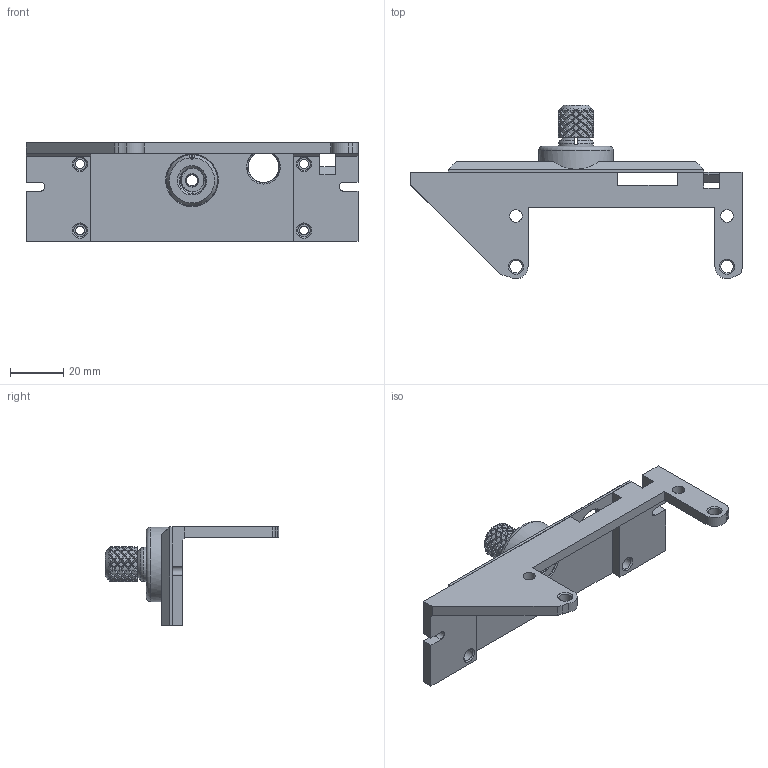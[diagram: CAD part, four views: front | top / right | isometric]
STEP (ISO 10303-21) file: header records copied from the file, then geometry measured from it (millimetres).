
FILE_DESCRIPTION(/* description */ (''),/* implementation_level */ '2;1');
FILE_NAME(/* name */ 'U2C mounting pivoting bowden.step',/* time_stamp */ '2023-01-20T12:14:50+01:00',/* author */ (''),/* organization */ (''),/* preprocessor_version */ 'ST-DEVELOPER v19.2',/* originating_system */ 'Autodesk Translation Framework v11.17.0.187',/* authorisation */ '');
FILE_SCHEMA (('AUTOMOTIVE_DESIGN { 1 0 10303 214 3 1 1 }'));
Products named in the file (6): U2C mounting pivoting bowden; u2c top plate and coupler; u2c top plate; coupler; coupler 4 mm; u2c bottom plate
Assembly tree (5 placements, depth 4):
  U2C mounting pivoting bowden
    u2c top plate and coupler
      u2c top plate
      coupler
        coupler 4 mm
    u2c bottom plate
Bounding box: 124.8 x 65.31 x 37 mm (x, y, z)
Volume: 32162.2 mm3; surface area: 22611.8 mm2
Topology: 5 solids, 5 shells, 773 faces, 1836 edges, 1071 vertices
Faces by surface type: bspline 491, cylinder 154, plane 69, cone 51, torus 8
Full cylindrical faces by diameter (mm): 3.3 x4, 4.2 x1, 4.7 x8, 5.2 x1, 8.826 x4, 10.498 x5, 12.7 x3, 13 x1, 28 x1
Entity records: 43599 total; most frequent: CARTESIAN_POINT 28929, ORIENTED_EDGE 3672, DIRECTION 1856, EDGE_CURVE 1836, VERTEX_POINT 1071, B_SPLINE_CURVE_WITH_KNOTS 947, EDGE_LOOP 807, FACE_OUTER_BOUND 773
